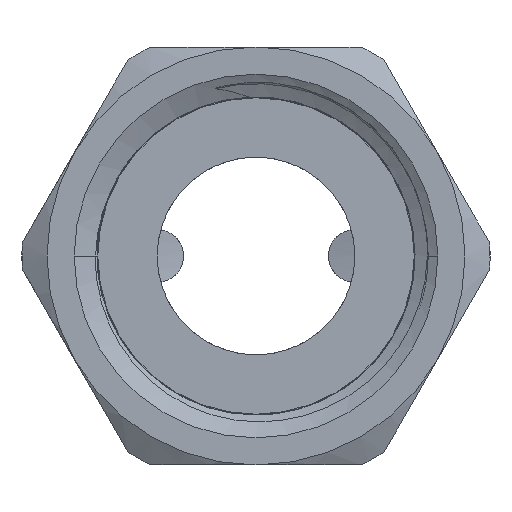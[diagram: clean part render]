
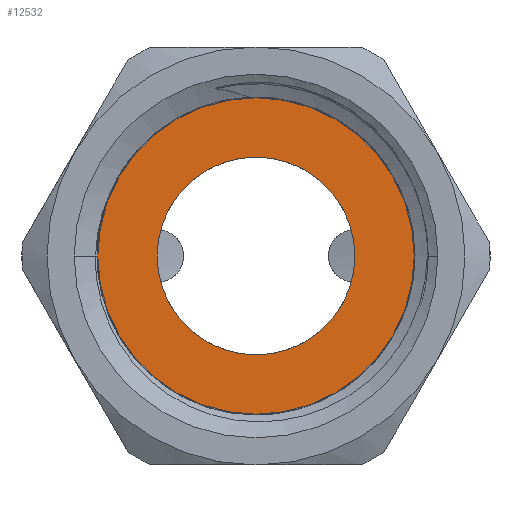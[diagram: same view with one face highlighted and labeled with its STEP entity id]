
A CAD part, left-side view. The second image highlights one B-rep face of the part: STEP entity #12532.
In plain terms, the highlighted planar face has unit normal (-1, 0, 0).
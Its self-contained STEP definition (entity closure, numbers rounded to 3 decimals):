
#12407=CARTESIAN_POINT('',(0.,0.,0.));
#12408=DIRECTION('',(-1.,0.,0.));
#12409=DIRECTION('',(0.,1.,0.));
#12410=AXIS2_PLACEMENT_3D('',#12407,#12408,#12409);
#12415=CARTESIAN_POINT('',(0.,0.,0.));
#12416=DIRECTION('',(1.,0.,0.));
#12417=DIRECTION('',(0.,1.,0.));
#12418=AXIS2_PLACEMENT_3D('',#12415,#12416,#12417);
#12423=CARTESIAN_POINT('',(0.,0.,0.));
#12424=DIRECTION('',(1.,0.,0.));
#12425=DIRECTION('',(0.,1.,0.));
#12426=AXIS2_PLACEMENT_3D('',#12423,#12424,#12425);
#12445=CARTESIAN_POINT('',(0.,0.,0.));
#12446=DIRECTION('',(-1.,0.,0.));
#12447=DIRECTION('',(0.,1.,0.));
#12448=AXIS2_PLACEMENT_3D('',#12445,#12446,#12447);
#12499=CARTESIAN_POINT('',(0.,7.5,0.));
#12501=VERTEX_POINT('',#12499);
#12504=CARTESIAN_POINT('',(0.,12.,0.));
#12506=VERTEX_POINT('',#12504);
#12507=CARTESIAN_POINT('',(0.,-7.5,0.));
#12509=VERTEX_POINT('',#12507);
#12512=CARTESIAN_POINT('',(0.,-12.,0.));
#12514=VERTEX_POINT('',#12512);
#12515=CARTESIAN_POINT('',(0.,0.,0.));
#12516=DIRECTION('',(1.,0.,0.));
#12517=DIRECTION('',(0.,-1.,0.));
#12518=AXIS2_PLACEMENT_3D('',#12515,#12516,#12517);
#12519=PLANE('',#12518);
#12521=ORIENTED_EDGE('',*,*,#12520,.F.);
#12523=ORIENTED_EDGE('',*,*,#12522,.T.);
#12524=EDGE_LOOP('',(#12521,#12523));
#12525=FACE_OUTER_BOUND('',#12524,.F.);
#12527=ORIENTED_EDGE('',*,*,#12526,.F.);
#12529=ORIENTED_EDGE('',*,*,#12528,.T.);
#12530=EDGE_LOOP('',(#12527,#12529));
#12531=FACE_BOUND('',#12530,.F.);
#12532=ADVANCED_FACE('',(#12525,#12531),#12519,.F.);
#12411=CIRCLE('',#12410,12.);
#12419=CIRCLE('',#12418,12.);
#12427=CIRCLE('',#12426,7.5);
#12449=CIRCLE('',#12448,7.5);
#12520=EDGE_CURVE('',#12506,#12514,#12411,.T.);
#12522=EDGE_CURVE('',#12506,#12514,#12419,.T.);
#12526=EDGE_CURVE('',#12501,#12509,#12427,.T.);
#12528=EDGE_CURVE('',#12501,#12509,#12449,.T.);
